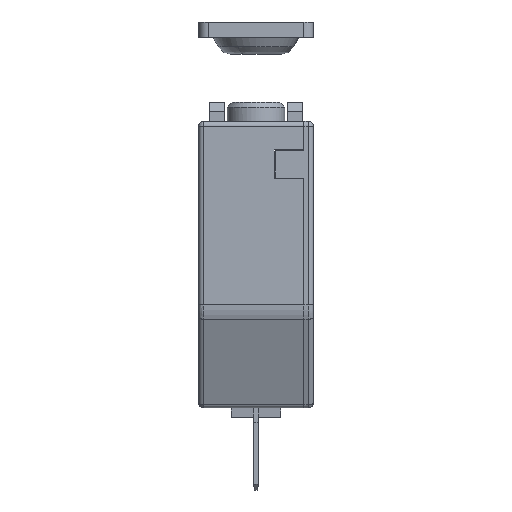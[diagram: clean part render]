
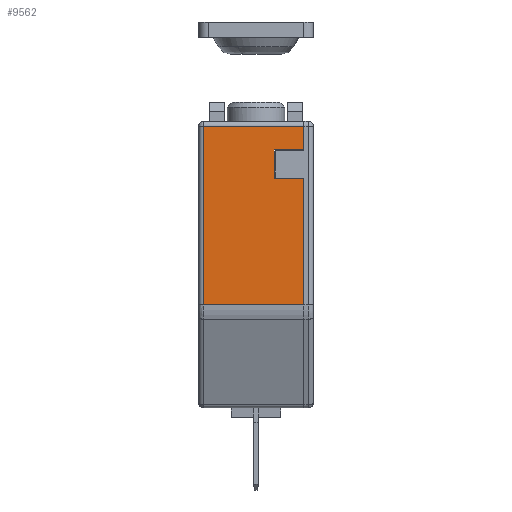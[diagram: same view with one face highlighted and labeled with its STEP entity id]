
A CAD part, left-side view. The second image highlights one B-rep face of the part: STEP entity #9562.
In plain terms, the highlighted free-form (B-spline) face has degree [1, 1] with [2, 2] control points.
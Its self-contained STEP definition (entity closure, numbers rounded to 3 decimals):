
#6388=CARTESIAN_POINT('',(-19.,-1.9,-5.));
#6389=VERTEX_POINT('',#6388);
#6402=CARTESIAN_POINT('',(-19.,-5.0,-5.));
#6403=VERTEX_POINT('',#6402);
#6409=CARTESIAN_POINT('',(-19.,-1.9,-5.));
#6410=CARTESIAN_POINT('',(-19.,-5.0,-5.));
#6411=QUASI_UNIFORM_CURVE('',1,(#6409,#6410),.UNSPECIFIED.,.F.,.U.);
#6412=EDGE_CURVE('',#6389,#6403,#6411,.T.);
#6523=CARTESIAN_POINT('',(-19.,-5.0,-2.5));
#6524=VERTEX_POINT('',#6523);
#6538=CARTESIAN_POINT('',(-19.,-5.0,-5.));
#6539=CARTESIAN_POINT('',(-19.,-5.0,-2.5));
#6540=QUASI_UNIFORM_CURVE('',1,(#6538,#6539),.UNSPECIFIED.,.F.,.U.);
#6541=EDGE_CURVE('',#6403,#6524,#6540,.T.);
#7682=CARTESIAN_POINT('',(-19.,5.5,-2.5));
#7683=VERTEX_POINT('',#7682);
#7740=CARTESIAN_POINT('',(-19.,5.5,-21.23));
#7741=VERTEX_POINT('',#7740);
#7755=CARTESIAN_POINT('',(-19.,5.5,-2.5));
#7756=CARTESIAN_POINT('',(-19.,5.5,-21.23));
#7757=QUASI_UNIFORM_CURVE('',1,(#7755,#7756),.UNSPECIFIED.,.F.,.U.);
#7758=EDGE_CURVE('',#7683,#7741,#7757,.T.);
#9260=CARTESIAN_POINT('',(-19.,-1.9,-8.));
#9261=VERTEX_POINT('',#9260);
#9262=CARTESIAN_POINT('',(-19.,-1.9,-8.));
#9263=CARTESIAN_POINT('',(-19.,-1.9,-5.));
#9264=QUASI_UNIFORM_CURVE('',1,(#9262,#9263),.UNSPECIFIED.,.F.,.U.);
#9265=EDGE_CURVE('',#9261,#6389,#9264,.T.);
#9291=CARTESIAN_POINT('',(-19.,-5.0,-2.5));
#9292=CARTESIAN_POINT('',(-19.,5.5,-2.5));
#9293=QUASI_UNIFORM_CURVE('',1,(#9291,#9292),.UNSPECIFIED.,.F.,.U.);
#9294=EDGE_CURVE('',#6524,#7683,#9293,.T.);
#9314=CARTESIAN_POINT('',(-19.,-5.0,-21.23));
#9315=VERTEX_POINT('',#9314);
#9316=CARTESIAN_POINT('',(-19.,-5.0,-21.23));
#9317=CARTESIAN_POINT('',(-19.,5.5,-21.23));
#9318=QUASI_UNIFORM_CURVE('',1,(#9316,#9317),.UNSPECIFIED.,.F.,.U.);
#9319=EDGE_CURVE('',#9315,#7741,#9318,.T.);
#9537=CARTESIAN_POINT('',(-19.,-5.524,-22.165));
#9538=CARTESIAN_POINT('',(-19.,-5.524,-1.564));
#9539=CARTESIAN_POINT('',(-19.,6.024,-22.165));
#9540=CARTESIAN_POINT('',(-19.,6.024,-1.564));
#9541=B_SPLINE_SURFACE_WITH_KNOTS('',1,1,((#9537,#9539),(#9538,#9540)),.UNSPECIFIED.,.F.,.F.,.U.,(2,2),(2,2),(0.0,20.601),(0.0,11.549),.UNSPECIFIED.);
#9542=ORIENTED_EDGE('',*,*,#9294,.T.);
#9543=ORIENTED_EDGE('',*,*,#7758,.T.);
#9544=ORIENTED_EDGE('',*,*,#9319,.F.);
#9545=CARTESIAN_POINT('',(-19.,-5.0,-8.));
#9546=VERTEX_POINT('',#9545);
#9547=CARTESIAN_POINT('',(-19.,-5.0,-21.23));
#9548=CARTESIAN_POINT('',(-19.,-5.0,-8.));
#9549=QUASI_UNIFORM_CURVE('',1,(#9547,#9548),.UNSPECIFIED.,.F.,.U.);
#9550=EDGE_CURVE('',#9315,#9546,#9549,.T.);
#9551=ORIENTED_EDGE('',*,*,#9550,.T.);
#9552=CARTESIAN_POINT('',(-19.,-5.0,-8.));
#9553=CARTESIAN_POINT('',(-19.,-1.9,-8.));
#9554=QUASI_UNIFORM_CURVE('',1,(#9552,#9553),.UNSPECIFIED.,.F.,.U.);
#9555=EDGE_CURVE('',#9546,#9261,#9554,.T.);
#9556=ORIENTED_EDGE('',*,*,#9555,.T.);
#9557=ORIENTED_EDGE('',*,*,#9265,.T.);
#9558=ORIENTED_EDGE('',*,*,#6412,.T.);
#9559=ORIENTED_EDGE('',*,*,#6541,.T.);
#9560=EDGE_LOOP('',(#9542,#9543,#9544,#9551,#9556,#9557,#9558,#9559));
#9561=FACE_OUTER_BOUND('',#9560,.T.);
#9562=ADVANCED_FACE('',(#9561),#9541,.T.);
